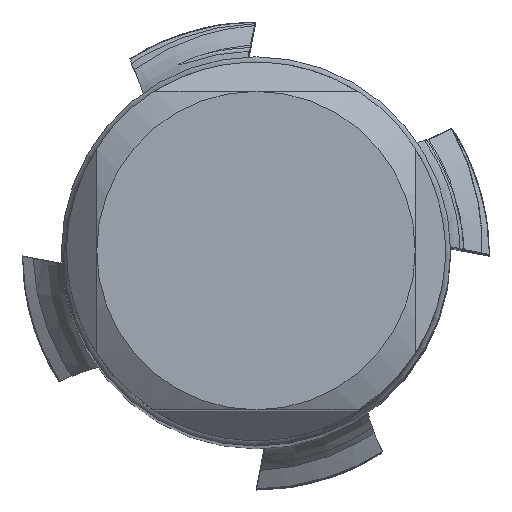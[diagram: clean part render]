
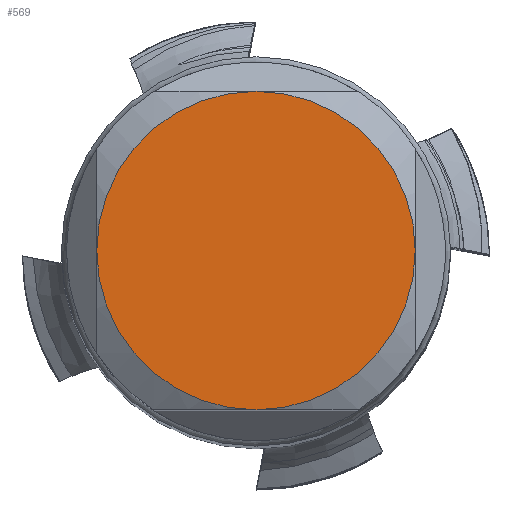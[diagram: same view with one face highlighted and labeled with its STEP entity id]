
A CAD part, top view. The second image highlights one B-rep face of the part: STEP entity #569.
In plain terms, the highlighted planar face has unit normal (0, 0, 1).
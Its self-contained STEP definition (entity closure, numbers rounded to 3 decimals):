
#50=PLANE('',#6146);
#569=ADVANCED_FACE('NONE',(#993),#50,.T.);
#993=FACE_OUTER_BOUND('',#1330,.T.);
#1330=EDGE_LOOP('',(#1824,#1825,#1826,#1827));
#1652=CIRCLE('',#6127,4.5);
#1654=CIRCLE('',#6130,4.5);
#1656=CIRCLE('',#6133,4.5);
#1660=CIRCLE('',#6144,4.5);
#1824=ORIENTED_EDGE('',*,*,#4367,.F.);
#1825=ORIENTED_EDGE('',*,*,#4384,.F.);
#1826=ORIENTED_EDGE('',*,*,#4359,.F.);
#1827=ORIENTED_EDGE('',*,*,#4363,.F.);
#3695=VERTEX_POINT('',#8019);
#3697=VERTEX_POINT('',#8028);
#3700=VERTEX_POINT('',#8046);
#3703=VERTEX_POINT('',#8064);
#4359=EDGE_CURVE('NONE',#3697,#3695,#1652,.T.);
#4363=EDGE_CURVE('NONE',#3700,#3697,#1654,.T.);
#4367=EDGE_CURVE('NONE',#3703,#3700,#1656,.T.);
#4384=EDGE_CURVE('NONE',#3695,#3703,#1660,.T.);
#6127=AXIS2_PLACEMENT_3D('',#8029,#6569,#6570);
#6130=AXIS2_PLACEMENT_3D('',#8047,#6575,#6576);
#6133=AXIS2_PLACEMENT_3D('',#8065,#6581,#6582);
#6144=AXIS2_PLACEMENT_3D('',#8102,#6611,#6612);
#6146=AXIS2_PLACEMENT_3D('',#8110,#6615,#6616);
#6569=DIRECTION('',(0.,0.,-1.));
#6570=DIRECTION('',(-1.,0.,0.));
#6575=DIRECTION('',(0.,0.,-1.));
#6576=DIRECTION('',(-1.,0.,0.));
#6581=DIRECTION('',(0.,0.,-1.));
#6582=DIRECTION('',(-1.,0.,0.));
#6611=DIRECTION('',(0.,0.,-1.));
#6612=DIRECTION('',(-1.,0.,0.));
#6615=DIRECTION('',(0.,0.,1.));
#6616=DIRECTION('',(1.,0.,0.));
#8019=CARTESIAN_POINT('',(-4.5,0.,0.));
#8028=CARTESIAN_POINT('',(0.,-4.5,0.));
#8029=CARTESIAN_POINT('',(0.,0.,0.));
#8046=CARTESIAN_POINT('',(4.5,0.,0.));
#8047=CARTESIAN_POINT('',(0.,0.,0.));
#8064=CARTESIAN_POINT('',(0.,4.5,0.));
#8065=CARTESIAN_POINT('',(0.,0.,0.));
#8102=CARTESIAN_POINT('',(0.,0.,0.));
#8110=CARTESIAN_POINT('',(0.,0.,0.));
